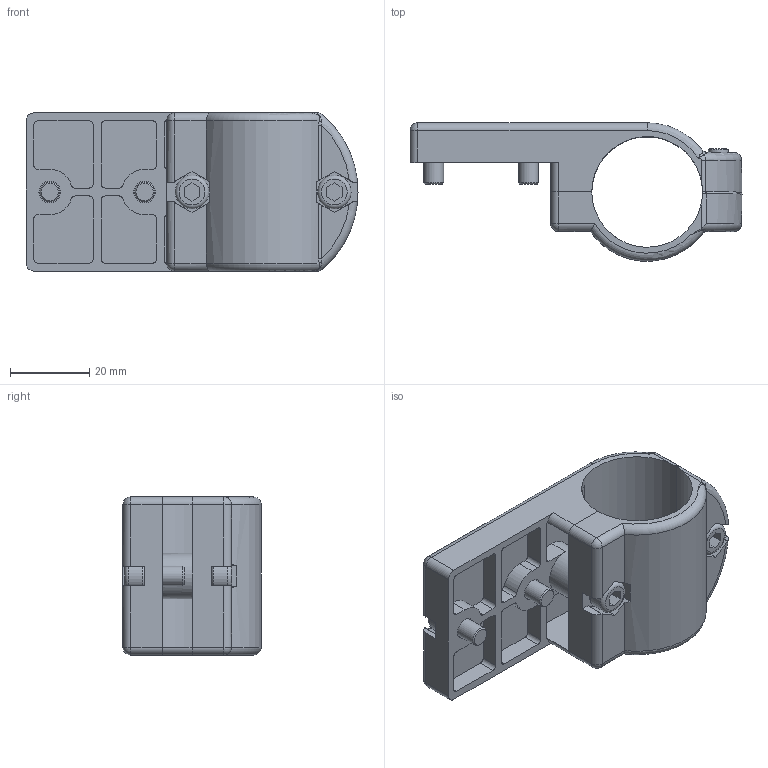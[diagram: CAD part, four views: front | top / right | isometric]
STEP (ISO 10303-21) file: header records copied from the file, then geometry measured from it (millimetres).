
FILE_DESCRIPTION(/* description */ ('Unknown'),/* implementation_level */ '2;1');
FILE_NAME(/* name */ '113.00054 Rohrbefestigung LA 28',/* time_stamp */ '2018-12-20T13:30:29+01:00',/* author */ ('Unknown'),/* organization */ ('Unknown'),/* preprocessor_version */ 'ST-DEVELOPER v16.7',/* originating_system */ 'DEX',/* authorisation */ $);
FILE_SCHEMA (('AUTOMOTIVE_DESIGN {1 0 10303 214 3 1 1}'));
Length unit declared in the file: millimetre
Products named in the file (6): 113.00054; 113.00120; 113.00121; 142.00138; 142.00175; Zylinderschraube M5x10
Assembly tree (8 placements, depth 2):
  113.00054
    113.00120
    113.00121
    142.00138  x2
    142.00175  x2
    Zylinderschraube M5x10  x2
Bounding box: 84 x 34.97 x 40.05 mm (x, y, z)
Volume: 30821.1 mm3; surface area: 20462 mm2
Topology: 8 solids, 8 shells, 330 faces, 861 edges, 554 vertices
Faces by surface type: plane 177, cylinder 86, cone 28, torus 23, bspline 12, sphere 4
Full cylindrical faces by diameter (mm): 5 x6, 5.5 x6, 8.5 x4
Entity records: 9181 total; most frequent: CARTESIAN_POINT 1984, ORIENTED_EDGE 1434, DIRECTION 1400, EDGE_CURVE 717, AXIS2_PLACEMENT_3D 493, VERTEX_POINT 474, LINE 414, VECTOR 414
